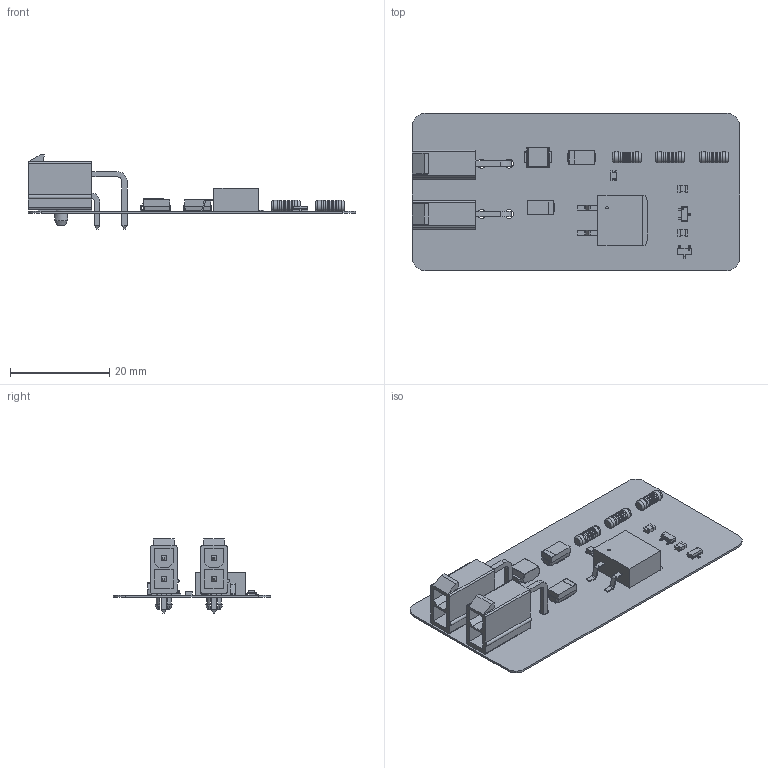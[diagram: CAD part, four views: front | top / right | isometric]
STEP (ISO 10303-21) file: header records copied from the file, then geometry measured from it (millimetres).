
FILE_DESCRIPTION(('Open CASCADE Model'),'2;1');
FILE_NAME('Open CASCADE Shape Model','2020-03-11T16:03:28',('Author'),( 'Open CASCADE'),'Open CASCADE STEP processor 6.8','Open CASCADE 6.8' ,'Unknown');
FILE_SCHEMA(('AUTOMOTIVE_DESIGN { 1 0 10303 214 1 1 1 1 }'));
Length unit declared in the file: millimetre
Products named in the file (31): PCB; Board; Open CASCADE STEP translator 6.8 3.1.1; P2; 039301022; Open CASCADE STEP translator 6.8 3.2.1.1; Open CASCADE STEP translator 6.8 3.2.1.2; R5; 0805; R4; R3; RESMELF-0207; Open CASCADE STEP translator 6.8 3.5.1.1; Open CASCADE STEP translator 6.8 3.5.1.2; R2; R1; Q2; Package,_SOT-23; Q1; TRANS_R5009FNJ; Q3; D2; SMA; D3; LED_SMD_0805; Fusion; Fillet; D1; SMB; P1; D4
Assembly tree (36 placements, depth 4):
  PCB
    Board
      Open CASCADE STEP translator 6.8 3.1.1
    P2
      039301022
        Open CASCADE STEP translator 6.8 3.2.1.1
        Open CASCADE STEP translator 6.8 3.2.1.2
    R5
      0805
    R4
      0805
    R3
      RESMELF-0207
        Open CASCADE STEP translator 6.8 3.5.1.1
        Open CASCADE STEP translator 6.8 3.5.1.2
    R2
      RESMELF-0207
        Open CASCADE STEP translator 6.8 3.5.1.1
        Open CASCADE STEP translator 6.8 3.5.1.2
    R1
      RESMELF-0207
        Open CASCADE STEP translator 6.8 3.5.1.1
        Open CASCADE STEP translator 6.8 3.5.1.2
    Q2
      Package,_SOT-23
    Q1
      TRANS_R5009FNJ
    Q3
      Package,_SOT-23
    D2
      SMA
    D3
      LED_SMD_0805
        Fusion
        Fillet
    D1
      SMB
    P1
      039301022
        Open CASCADE STEP translator 6.8 3.2.1.1
        Open CASCADE STEP translator 6.8 3.2.1.2
    D4
      SMA
Bounding box: 66.04 x 31.75 x 15 mm (x, y, z)
Volume: 2349.7 mm3; surface area: 7196.2 mm2
Topology: 30 solids, 114 shells, 901 faces, 2274 edges, 1528 vertices
Faces by surface type: plane 505, cylinder 263, torus 81, sphere 42, bspline 6, cone 4
Full cylindrical faces by diameter (mm): 0.505 x1, 1.8 x4, 2.125 x12, 2.2 x6, 3.05 x2
Entity records: 18571 total; most frequent: CARTESIAN_POINT 3264, DIRECTION 2722, ORIENTED_EDGE 2462, EDGE_CURVE 1323, LINE 966, VECTOR 966, AXIS2_PLACEMENT_3D 878, VERTEX_POINT 864
